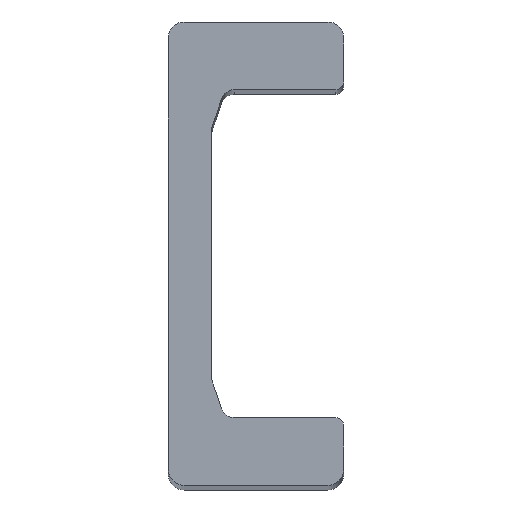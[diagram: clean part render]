
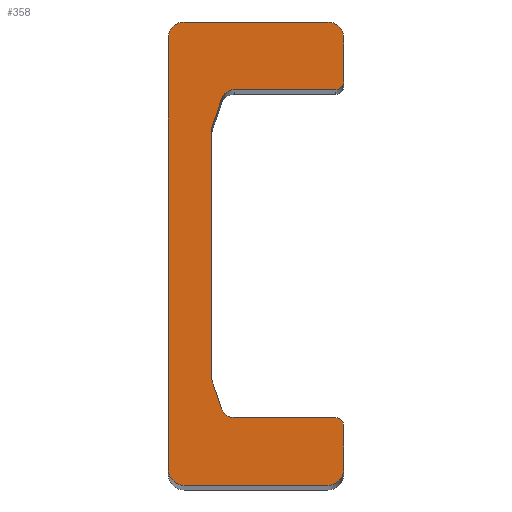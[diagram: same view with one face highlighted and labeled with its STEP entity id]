
A CAD part, top view. The second image highlights one B-rep face of the part: STEP entity #358.
In plain terms, the highlighted planar face has unit normal (0, 0, 1).
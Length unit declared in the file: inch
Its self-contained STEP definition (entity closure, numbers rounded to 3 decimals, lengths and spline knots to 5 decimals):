
#8 = CARTESIAN_POINT ( 'NONE',  ( 0.22456, -2.43701, 0. ) ) ;
#10 = CARTESIAN_POINT ( 'NONE',  ( 0.03781, 2.30241, 0. ) ) ;
#13 = DIRECTION ( 'NONE',  ( 0., 1., 0. ) ) ;
#18 = ORIENTED_EDGE ( 'NONE', *, *, #48, .T. ) ;
#19 = LINE ( 'NONE', #24, #425 ) ;
#22 = DIRECTION ( 'NONE',  ( 0., 1., 0. ) ) ;
#24 = CARTESIAN_POINT ( 'NONE',  ( 1.61811, 3.44488, 0. ) ) ;
#30 = VERTEX_POINT ( 'NONE', #304 ) ;
#33 = VERTEX_POINT ( 'NONE', #641 ) ;
#36 = CIRCLE ( 'NONE', #789, 0.23622 ) ;
#40 = DIRECTION ( 'NONE',  ( 0., 0., 1. ) ) ;
#48 = EDGE_CURVE ( 'NONE', #219, #288, #309, .T. ) ;
#64 = DIRECTION ( 'NONE',  ( -1., 0., 0. ) ) ;
#71 = VECTOR ( 'NONE', #202, 39.37008 ) ;
#72 = LINE ( 'NONE', #827, #700 ) ;
#76 = CARTESIAN_POINT ( 'NONE',  ( 1.85433, -3.20866, 0. ) ) ;
#80 = CARTESIAN_POINT ( 'NONE',  ( 0.22456, 2.43701, 0. ) ) ;
#92 = CARTESIAN_POINT ( 'NONE',  ( 1.73622, -2.55512, 0. ) ) ;
#94 = EDGE_CURVE ( 'NONE', #1056, #693, #779, .T. ) ;
#98 = CARTESIAN_POINT ( 'NONE',  ( -0.51575, 3.44488, 0. ) ) ;
#113 = CARTESIAN_POINT ( 'NONE',  ( 1.85433, 3.20866, 0. ) ) ;
#123 = VERTEX_POINT ( 'NONE', #611 ) ;
#132 = CARTESIAN_POINT ( 'NONE',  ( -0.51575, 3.20866, 0. ) ) ;
#147 = LINE ( 'NONE', #993, #165 ) ;
#154 = DIRECTION ( 'NONE',  ( 0.316, 0.949, 0. ) ) ;
#162 = DIRECTION ( 'NONE',  ( 0., 0., -1. ) ) ;
#165 = VECTOR ( 'NONE', #154, 39.37008 ) ;
#170 = EDGE_CURVE ( 'NONE', #212, #1046, #819, .T. ) ;
#177 = PLANE ( 'NONE',  #1099 ) ;
#178 = CARTESIAN_POINT ( 'NONE',  ( 1.61811, 3.44488, 0. ) ) ;
#181 = VERTEX_POINT ( 'NONE', #8 ) ;
#202 = DIRECTION ( 'NONE',  ( 1., 0., 0. ) ) ;
#212 = VERTEX_POINT ( 'NONE', #1082 ) ;
#213 = CARTESIAN_POINT ( 'NONE',  ( -0.75197, 3.20866, 0. ) ) ;
#216 = CARTESIAN_POINT ( 'NONE',  ( 1.85433, 3.20866, 0. ) ) ;
#219 = VERTEX_POINT ( 'NONE', #1030 ) ;
#236 = CARTESIAN_POINT ( 'NONE',  ( 0.22456, -2.24016, 0. ) ) ;
#255 = CARTESIAN_POINT ( 'NONE',  ( 0.22456, 2.24016, 0. ) ) ;
#271 = CARTESIAN_POINT ( 'NONE',  ( -0.75197, -3.20866, 0. ) ) ;
#285 = ORIENTED_EDGE ( 'NONE', *, *, #677, .T. ) ;
#287 = AXIS2_PLACEMENT_3D ( 'NONE', #476, #812, #64 ) ;
#288 = VERTEX_POINT ( 'NONE', #458 ) ;
#290 = DIRECTION ( 'NONE',  ( 0., -1., 0. ) ) ;
#291 = EDGE_LOOP ( 'NONE', ( #929, #373, #367, #749, #510, #1039, #285, #455, #866, #941, #876, #443, #541, #762, #602, #461, #416, #18 ) ) ;
#294 = DIRECTION ( 'NONE',  ( 0., 0., 1. ) ) ;
#297 = LINE ( 'NONE', #626, #590 ) ;
#304 = CARTESIAN_POINT ( 'NONE',  ( 1.73622, -2.43701, 0. ) ) ;
#309 = LINE ( 'NONE', #797, #438 ) ;
#320 = EDGE_CURVE ( 'NONE', #685, #1095, #631, .T. ) ;
#330 = EDGE_CURVE ( 'NONE', #33, #219, #72, .T. ) ;
#349 = LINE ( 'NONE', #1044, #71 ) ;
#353 = AXIS2_PLACEMENT_3D ( 'NONE', #132, #947, #864 ) ;
#358 = ADVANCED_FACE ( 'NONE', ( #1015 ), #177, .T. ) ;
#367 = ORIENTED_EDGE ( 'NONE', *, *, #622, .T. ) ;
#373 = ORIENTED_EDGE ( 'NONE', *, *, #544, .T. ) ;
#378 = CARTESIAN_POINT ( 'NONE',  ( 1.61811, 3.20866, 0. ) ) ;
#392 = DIRECTION ( 'NONE',  ( 1., 0., 0. ) ) ;
#402 = VECTOR ( 'NONE', #13, 39.37008 ) ;
#416 = ORIENTED_EDGE ( 'NONE', *, *, #330, .T. ) ;
#425 = VECTOR ( 'NONE', #609, 39.37008 ) ;
#436 = EDGE_CURVE ( 'NONE', #1046, #30, #968, .T. ) ;
#438 = VECTOR ( 'NONE', #962, 39.37008 ) ;
#442 = CARTESIAN_POINT ( 'NONE',  ( 1.61811, -3.44488, 0. ) ) ;
#443 = ORIENTED_EDGE ( 'NONE', *, *, #942, .T. ) ;
#455 = ORIENTED_EDGE ( 'NONE', *, *, #757, .T. ) ;
#458 = CARTESIAN_POINT ( 'NONE',  ( -0.11417, 1.84646, 0. ) ) ;
#461 = ORIENTED_EDGE ( 'NONE', *, *, #908, .T. ) ;
#468 = EDGE_CURVE ( 'NONE', #288, #715, #147, .T. ) ;
#470 = AXIS2_PLACEMENT_3D ( 'NONE', #236, #558, #568 ) ;
#476 = CARTESIAN_POINT ( 'NONE',  ( 1.61811, -3.20866, 0. ) ) ;
#504 = AXIS2_PLACEMENT_3D ( 'NONE', #92, #753, #584 ) ;
#510 = ORIENTED_EDGE ( 'NONE', *, *, #860, .T. ) ;
#513 = CARTESIAN_POINT ( 'NONE',  ( -0.51575, -3.44488, 0. ) ) ;
#523 = CARTESIAN_POINT ( 'NONE',  ( 1.73622, 2.55512, 0. ) ) ;
#541 = ORIENTED_EDGE ( 'NONE', *, *, #170, .T. ) ;
#544 = EDGE_CURVE ( 'NONE', #715, #1028, #663, .T. ) ;
#556 = CIRCLE ( 'NONE', #287, 0.23622 ) ;
#558 = DIRECTION ( 'NONE',  ( 0., 0., -1. ) ) ;
#568 = DIRECTION ( 'NONE',  ( -1., 0., 0. ) ) ;
#570 = VECTOR ( 'NONE', #392, 39.37008 ) ;
#576 = CARTESIAN_POINT ( 'NONE',  ( -0.51575, -3.20866, 0. ) ) ;
#577 = EDGE_CURVE ( 'NONE', #693, #685, #36, .T. ) ;
#581 = DIRECTION ( 'NONE',  ( 1., 0., 0. ) ) ;
#584 = DIRECTION ( 'NONE',  ( 1., 0., 0. ) ) ;
#590 = VECTOR ( 'NONE', #792, 39.37008 ) ;
#593 = CARTESIAN_POINT ( 'NONE',  ( -0.75197, 3.20866, 0. ) ) ;
#602 = ORIENTED_EDGE ( 'NONE', *, *, #820, .T. ) ;
#609 = DIRECTION ( 'NONE',  ( -1., 0., 0. ) ) ;
#611 = CARTESIAN_POINT ( 'NONE',  ( 1.73622, 2.43701, 0. ) ) ;
#618 = DIRECTION ( 'NONE',  ( 1., 0., 0. ) ) ;
#622 = EDGE_CURVE ( 'NONE', #1028, #123, #349, .T. ) ;
#626 = CARTESIAN_POINT ( 'NONE',  ( 1.73622, -2.43701, 0. ) ) ;
#631 = LINE ( 'NONE', #886, #570 ) ;
#641 = CARTESIAN_POINT ( 'NONE',  ( 0.03781, -2.30241, 0. ) ) ;
#663 = CIRCLE ( 'NONE', #984, 0.19685 ) ;
#677 = EDGE_CURVE ( 'NONE', #1038, #1017, #19, .T. ) ;
#684 = VECTOR ( 'NONE', #22, 39.37008 ) ;
#685 = VERTEX_POINT ( 'NONE', #513 ) ;
#689 = VERTEX_POINT ( 'NONE', #113 ) ;
#693 = VERTEX_POINT ( 'NONE', #271 ) ;
#694 = VECTOR ( 'NONE', #290, 39.37008 ) ;
#700 = VECTOR ( 'NONE', #1006, 39.37008 ) ;
#715 = VERTEX_POINT ( 'NONE', #10 ) ;
#722 = CIRCLE ( 'NONE', #353, 0.23622 ) ;
#735 = CIRCLE ( 'NONE', #470, 0.19685 ) ;
#737 = DIRECTION ( 'NONE',  ( 0., 0., 1. ) ) ;
#738 = AXIS2_PLACEMENT_3D ( 'NONE', #523, #40, #868 ) ;
#742 = EDGE_CURVE ( 'NONE', #123, #782, #805, .T. ) ;
#749 = ORIENTED_EDGE ( 'NONE', *, *, #742, .T. ) ;
#753 = DIRECTION ( 'NONE',  ( 0., 0., 1. ) ) ;
#757 = EDGE_CURVE ( 'NONE', #1017, #1056, #722, .T. ) ;
#760 = DIRECTION ( 'NONE',  ( 0., 0., 1. ) ) ;
#762 = ORIENTED_EDGE ( 'NONE', *, *, #436, .T. ) ;
#779 = LINE ( 'NONE', #213, #694 ) ;
#782 = VERTEX_POINT ( 'NONE', #1055 ) ;
#789 = AXIS2_PLACEMENT_3D ( 'NONE', #576, #737, #923 ) ;
#792 = DIRECTION ( 'NONE',  ( -1., 0., 0. ) ) ;
#797 = CARTESIAN_POINT ( 'NONE',  ( -0.11417, 1.84646, 0. ) ) ;
#805 = CIRCLE ( 'NONE', #738, 0.11811 ) ;
#812 = DIRECTION ( 'NONE',  ( 0., 0., 1. ) ) ;
#819 = LINE ( 'NONE', #76, #402 ) ;
#820 = EDGE_CURVE ( 'NONE', #30, #181, #297, .T. ) ;
#825 = EDGE_CURVE ( 'NONE', #689, #1038, #1026, .T. ) ;
#827 = CARTESIAN_POINT ( 'NONE',  ( -0.11417, -1.84646, 0. ) ) ;
#834 = CARTESIAN_POINT ( 'NONE',  ( 1.85433, -2.55512, 0. ) ) ;
#840 = CARTESIAN_POINT ( 'NONE',  ( 0.22456, 2.24016, 0. ) ) ;
#860 = EDGE_CURVE ( 'NONE', #782, #689, #965, .T. ) ;
#864 = DIRECTION ( 'NONE',  ( -1., 0., 0. ) ) ;
#866 = ORIENTED_EDGE ( 'NONE', *, *, #94, .T. ) ;
#868 = DIRECTION ( 'NONE',  ( -1., 0., 0. ) ) ;
#876 = ORIENTED_EDGE ( 'NONE', *, *, #320, .T. ) ;
#886 = CARTESIAN_POINT ( 'NONE',  ( 1.61811, -3.44488, 0. ) ) ;
#908 = EDGE_CURVE ( 'NONE', #181, #33, #735, .T. ) ;
#923 = DIRECTION ( 'NONE',  ( 1., 0., 0. ) ) ;
#929 = ORIENTED_EDGE ( 'NONE', *, *, #468, .T. ) ;
#941 = ORIENTED_EDGE ( 'NONE', *, *, #577, .T. ) ;
#942 = EDGE_CURVE ( 'NONE', #1095, #212, #556, .T. ) ;
#947 = DIRECTION ( 'NONE',  ( 0., 0., 1. ) ) ;
#962 = DIRECTION ( 'NONE',  ( 0., 1., 0. ) ) ;
#965 = LINE ( 'NONE', #216, #684 ) ;
#968 = CIRCLE ( 'NONE', #504, 0.11811 ) ;
#984 = AXIS2_PLACEMENT_3D ( 'NONE', #255, #162, #581 ) ;
#993 = CARTESIAN_POINT ( 'NONE',  ( -0.11417, 1.84646, 0. ) ) ;
#1006 = DIRECTION ( 'NONE',  ( -0.316, 0.949, 0. ) ) ;
#1007 = AXIS2_PLACEMENT_3D ( 'NONE', #378, #294, #618 ) ;
#1015 = FACE_OUTER_BOUND ( 'NONE', #291, .T. ) ;
#1017 = VERTEX_POINT ( 'NONE', #98 ) ;
#1026 = CIRCLE ( 'NONE', #1007, 0.23622 ) ;
#1028 = VERTEX_POINT ( 'NONE', #80 ) ;
#1030 = CARTESIAN_POINT ( 'NONE',  ( -0.11417, -1.84646, 0. ) ) ;
#1038 = VERTEX_POINT ( 'NONE', #178 ) ;
#1039 = ORIENTED_EDGE ( 'NONE', *, *, #825, .T. ) ;
#1044 = CARTESIAN_POINT ( 'NONE',  ( 1.73622, 2.43701, 0. ) ) ;
#1046 = VERTEX_POINT ( 'NONE', #834 ) ;
#1055 = CARTESIAN_POINT ( 'NONE',  ( 1.85433, 2.55512, 0. ) ) ;
#1056 = VERTEX_POINT ( 'NONE', #593 ) ;
#1082 = CARTESIAN_POINT ( 'NONE',  ( 1.85433, -3.20866, 0. ) ) ;
#1094 = DIRECTION ( 'NONE',  ( 1., 0., 0. ) ) ;
#1095 = VERTEX_POINT ( 'NONE', #442 ) ;
#1099 = AXIS2_PLACEMENT_3D ( 'NONE', #840, #760, #1094 ) ;
